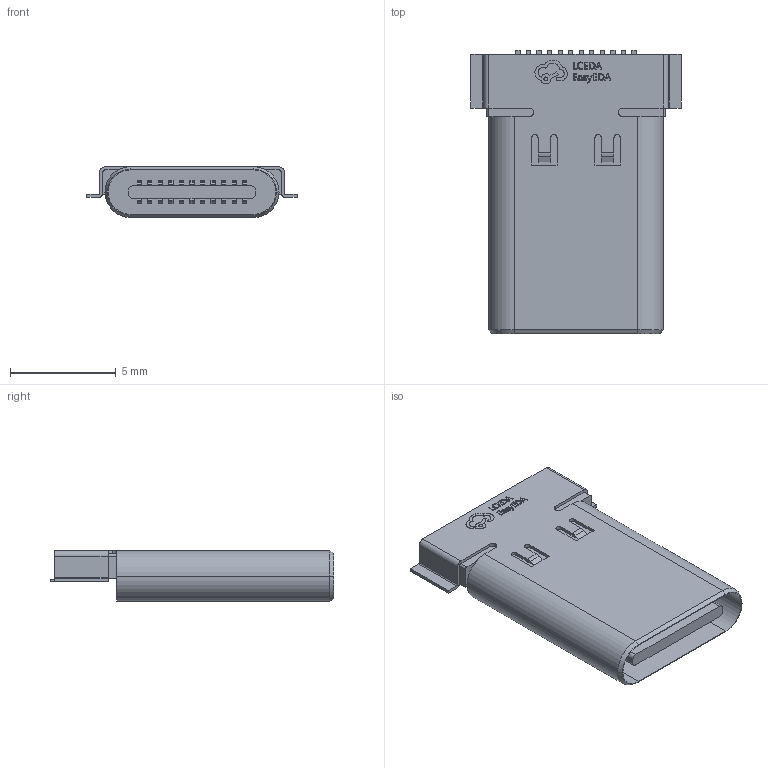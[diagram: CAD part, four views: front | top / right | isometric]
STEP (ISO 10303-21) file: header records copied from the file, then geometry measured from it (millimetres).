
FILE_DESCRIPTION (( 'STEP AP214' ), '1' );
FILE_NAME ('USB-C-SMD_U261-241N-4BS2SS.STEP', '2023-06-08T05:38:47', ( 'PC' ), ( 'Microsoft' ), 'SwSTEP 2.0', 'SolidWorks 2020', '' );
FILE_SCHEMA (( 'AUTOMOTIVE_DESIGN' ));
Length unit declared in the file: millimetre
Products named in the file (1): USB-C-SMD_U261-241N-4BS2SS
Bounding box: 9.98 x 13.45 x 2.41 mm (x, y, z)
Volume: 131.2 mm3; surface area: 760.7 mm2
Topology: 2 solids, 2 shells, 786 faces, 2239 edges, 1490 vertices
Faces by surface type: plane 508, cylinder 176, bspline 98, cone 4
Entity records: 34778 total; most frequent: CARTESIAN_POINT 5822, ORIENTED_EDGE 4478, DIRECTION 3775, EDGE_CURVE 2239, VECTOR 1681, LINE 1681, VERTEX_POINT 1490, AXIS2_PLACEMENT_3D 1047
